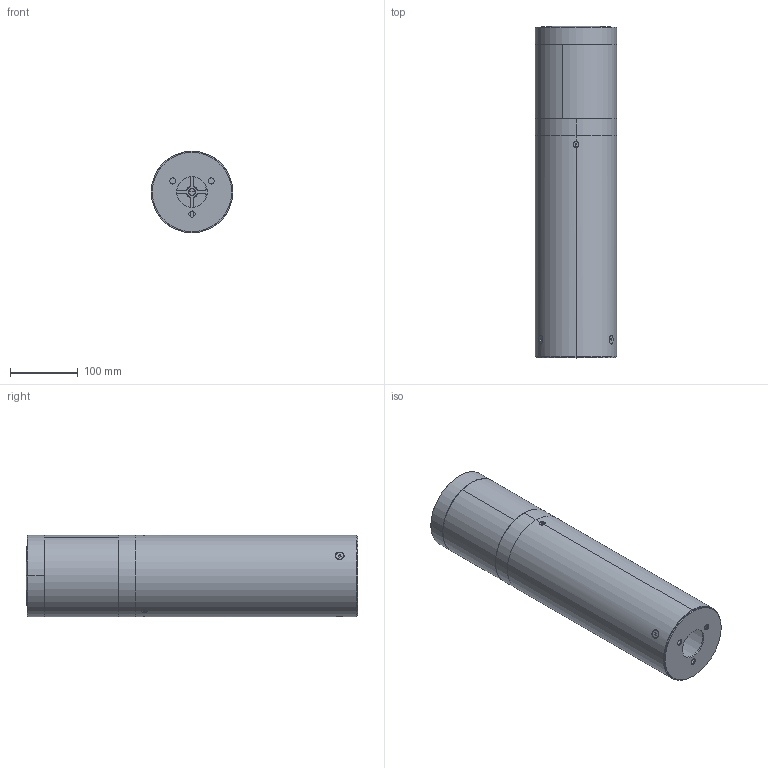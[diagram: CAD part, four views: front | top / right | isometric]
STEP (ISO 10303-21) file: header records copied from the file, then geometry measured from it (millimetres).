
FILE_DESCRIPTION (( 'STEP AP203' ), '1' );
FILE_NAME ('Egersund Mini 490.STEP', '2026-01-15T10:34:54', ( '' ), ( '' ), 'SwSTEP 2.0', 'SolidWorks 2024', '' );
FILE_SCHEMA (( 'CONFIG_CONTROL_DESIGN' ));
Length unit declared in the file: millimetre
Products named in the file (14): M88A-385-1-11 daszek klosza w2_obróbka w6; M88A-385-1-14w1 uszczelka rury 100x5_rozciągnięta 109x4,5; M88A-385-1-03 blacha podstawy w2_M88A_W1; M219_Daszek kpl_rs_M219H_ LED Niviss Cree JB2835 DK210704 VA02_rs; M219_Zaślepka_rs; Uszczelka TDP samoprzylepna_PRÓBA2; WKR STOZ IMB M4x_rs_x10; WKR STOZ IMB M6x_rs_M6 x 16; M219_Głowa kpl_rs_M219FW2 Egersund mini__(Klosz 5) Wys 1000 LED Niviss Cree JB2835 DK210704 VA02+Zasil. Osram OT FIT 20_220-240_500 NFC S_rs; M88A-385-1-05w4 korpus klosza_M219FW2;W3;W4; Egersund Mini 490; M88A-385-1-06 klosz w2_M219_Klosz gr. 5[mm]; M88A-385-1-01 rura 120x5x691_M219FW5_rs; M88A-385-1-09 stożek w3_rs_1kw_w4 - plastik
Assembly tree (16 placements, depth 4):
  Egersund Mini 490
    M219_Głowa kpl_rs_M219FW2 Egersund mini__(Klosz 5) Wys 1000 LED Niviss Cree JB2835 DK210704 VA02+Zasil. Osram OT FIT 20_220-240_500 NFC S_rs
      M219_Daszek kpl_rs_M219H_ LED Niviss Cree JB2835 DK210704 VA02_rs
        M88A-385-1-14w1 uszczelka rury 100x5_rozciągnięta 109x4,5
        M88A-385-1-11 daszek klosza w2_obróbka w6
      M88A-385-1-05w4 korpus klosza_M219FW2;W3;W4
      M88A-385-1-09 stożek w3_rs_1kw_w4 - plastik
      M88A-385-1-06 klosz w2_M219_Klosz gr. 5[mm]
      Uszczelka TDP samoprzylepna_PRÓBA2
      M219_Zaślepka_rs
    M88A-385-1-03 blacha podstawy w2_M88A_W1
    WKR STOZ IMB M4x_rs_x10  x2
    M88A-385-1-01 rura 120x5x691_M219FW5_rs
    WKR STOZ IMB M6x_rs_M6 x 16  x3
Bounding box: 120 x 490.03 x 120 mm (x, y, z)
Volume: 1242914.9 mm3; surface area: 566941.3 mm2
Topology: 14 solids, 14 shells, 1829 faces, 5142 edges, 3301 vertices
Faces by surface type: plane 1339, cone 178, cylinder 145, bspline 76, torus 67, sphere 24
Entity records: 60808 total; most frequent: CARTESIAN_POINT 13618, ORIENTED_EDGE 9860, DIRECTION 8602, EDGE_CURVE 4930, VECTOR 3876, LINE 3876, VERTEX_POINT 3211, AXIS2_PLACEMENT_3D 2363
